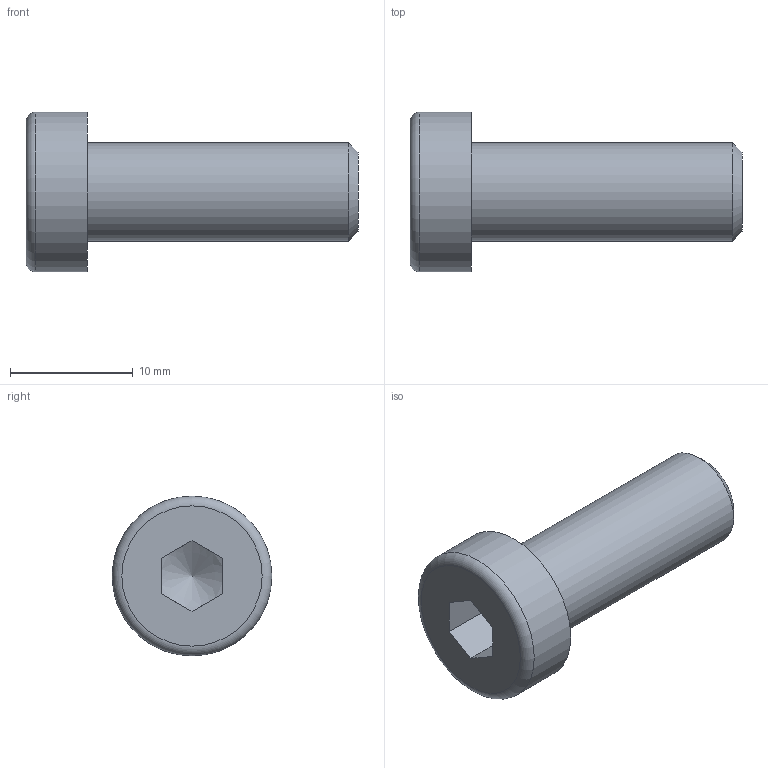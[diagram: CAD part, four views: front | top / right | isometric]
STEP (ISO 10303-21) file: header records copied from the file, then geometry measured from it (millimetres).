
FILE_DESCRIPTION((''),'2;1');
FILE_NAME('ANDY''21.1280 M8X22.stp','2010-06-30T08:44:00',('Administrator'),(''),'Autodesk Inventor 2009','Autodesk Inventor 2009','');
FILE_SCHEMA(('AUTOMOTIVE_DESIGN { 1 0 10303 214 1 1 1 1 }'));
Length unit declared in the file: millimetre
Products named in the file (1): 21.1280 M8X22
Bounding box: 27 x 13 x 13 mm (x, y, z)
Volume: 1660.7 mm3; surface area: 1067.9 mm2
Topology: 1 solids, 1 shells, 14 faces, 30 edges, 19 vertices
Faces by surface type: plane 9, cone 2, cylinder 2, torus 1
Full cylindrical faces by diameter (mm): 8 x1, 13 x1
Entity records: 362 total; most frequent: CARTESIAN_POINT 69, DIRECTION 54, ORIENTED_EDGE 48, EDGE_CURVE 24, AXIS2_PLACEMENT_3D 21, EDGE_LOOP 20, VERTEX_POINT 18, FACE_OUTER_BOUND 14
